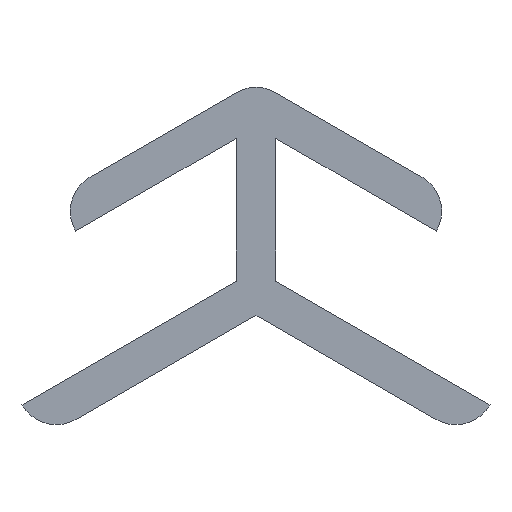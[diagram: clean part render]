
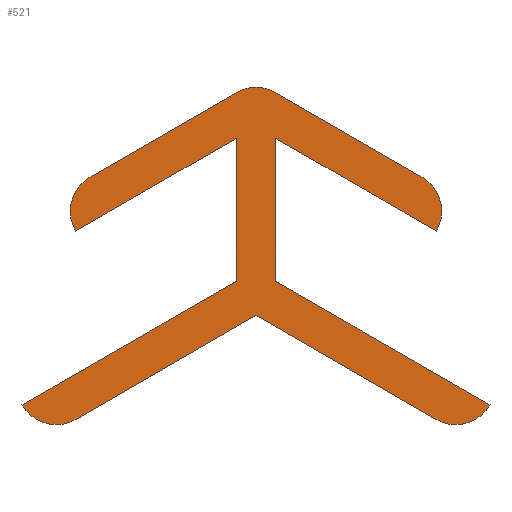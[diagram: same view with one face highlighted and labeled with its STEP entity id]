
A CAD part, front view. The second image highlights one B-rep face of the part: STEP entity #521.
In plain terms, the highlighted planar face has unit normal (0, -1, 0).
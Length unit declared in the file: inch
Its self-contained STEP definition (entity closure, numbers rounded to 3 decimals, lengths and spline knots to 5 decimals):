
#24=CARTESIAN_POINT('',(2.98394,2.29701,-0.25));
#25=VERTEX_POINT('',#24);
#26=CARTESIAN_POINT('',(2.87465,2.29701,-0.27928));
#27=VERTEX_POINT('',#26);
#28=CARTESIAN_POINT('',(2.91465,2.29701,-0.21));
#29=DIRECTION('',(0.,1.,0.));
#30=DIRECTION('',(1.,0.,0.));
#31=AXIS2_PLACEMENT_3D('',#28,#29,#30);
#32=CIRCLE('',#31,0.08);
#33=EDGE_CURVE('',#25,#27,#32,.T.);
#66=CARTESIAN_POINT('',(2.51092,2.29701,-0.06928));
#67=VERTEX_POINT('',#66);
#68=CARTESIAN_POINT('',(2.51092,2.29701,-0.06928));
#69=DIRECTION('',(-0.866,0.,0.5));
#70=VECTOR('',#69,1.);
#71=LINE('',#68,#70);
#72=EDGE_CURVE('',#27,#67,#71,.T.);
#97=CARTESIAN_POINT('',(2.14719,2.29701,-0.27928));
#98=VERTEX_POINT('',#97);
#99=CARTESIAN_POINT('',(2.51092,2.29701,-0.06928));
#100=DIRECTION('',(-0.866,0.,-0.5));
#101=VECTOR('',#100,1.);
#102=LINE('',#99,#101);
#103=EDGE_CURVE('',#67,#98,#102,.T.);
#128=CARTESIAN_POINT('',(2.03791,2.29701,-0.25));
#129=VERTEX_POINT('',#128);
#130=CARTESIAN_POINT('',(2.10719,2.29701,-0.21));
#131=DIRECTION('',(0.,1.,0.));
#132=DIRECTION('',(1.,0.,0.));
#133=AXIS2_PLACEMENT_3D('',#130,#131,#132);
#134=CIRCLE('',#133,0.08);
#135=EDGE_CURVE('',#98,#129,#134,.T.);
#161=CARTESIAN_POINT('',(2.47092,2.29701,0.));
#162=VERTEX_POINT('',#161);
#163=CARTESIAN_POINT('',(2.47092,2.29701,0.));
#164=DIRECTION('',(0.866,0.,0.5));
#165=VECTOR('',#164,1.);
#166=LINE('',#163,#165);
#167=EDGE_CURVE('',#129,#162,#166,.T.);
#192=CARTESIAN_POINT('',(2.47092,2.29701,0.28868));
#193=VERTEX_POINT('',#192);
#194=CARTESIAN_POINT('',(2.47092,2.29701,0.));
#195=DIRECTION('',(0.,0.,1.));
#196=VECTOR('',#195,1.);
#197=LINE('',#194,#196);
#198=EDGE_CURVE('',#162,#193,#197,.T.);
#223=CARTESIAN_POINT('',(2.14616,2.29701,0.10118));
#224=VERTEX_POINT('',#223);
#225=CARTESIAN_POINT('',(2.47092,2.29701,0.28868));
#226=DIRECTION('',(-0.866,0.,-0.5));
#227=VECTOR('',#226,1.);
#228=LINE('',#225,#227);
#229=EDGE_CURVE('',#193,#224,#228,.T.);
#254=CARTESIAN_POINT('',(2.17545,2.29701,0.21046));
#255=VERTEX_POINT('',#254);
#256=CARTESIAN_POINT('',(2.21545,2.29701,0.14118));
#257=DIRECTION('',(0.,1.,0.));
#258=DIRECTION('',(1.,0.,0.));
#259=AXIS2_PLACEMENT_3D('',#256,#257,#258);
#260=CIRCLE('',#259,0.08);
#261=EDGE_CURVE('',#224,#255,#260,.T.);
#287=CARTESIAN_POINT('',(2.47092,2.29701,0.38105));
#288=VERTEX_POINT('',#287);
#289=CARTESIAN_POINT('',(2.47092,2.29701,0.38105));
#290=DIRECTION('',(0.866,0.,0.5));
#291=VECTOR('',#290,1.);
#292=LINE('',#289,#291);
#293=EDGE_CURVE('',#255,#288,#292,.T.);
#318=CARTESIAN_POINT('',(2.55092,2.29701,0.38105));
#319=VERTEX_POINT('',#318);
#320=CARTESIAN_POINT('',(2.51092,2.29701,0.31177));
#321=DIRECTION('',(0.,1.,0.));
#322=DIRECTION('',(1.,0.,0.));
#323=AXIS2_PLACEMENT_3D('',#320,#321,#322);
#324=CIRCLE('',#323,0.08);
#325=EDGE_CURVE('',#288,#319,#324,.T.);
#351=CARTESIAN_POINT('',(2.8464,2.29701,0.21046));
#352=VERTEX_POINT('',#351);
#353=CARTESIAN_POINT('',(2.55092,2.29701,0.38105));
#354=DIRECTION('',(0.866,0.,-0.5));
#355=VECTOR('',#354,1.);
#356=LINE('',#353,#355);
#357=EDGE_CURVE('',#319,#352,#356,.T.);
#382=CARTESIAN_POINT('',(2.87568,2.29701,0.10118));
#383=VERTEX_POINT('',#382);
#384=CARTESIAN_POINT('',(2.8064,2.29701,0.14118));
#385=DIRECTION('',(0.,1.,0.));
#386=DIRECTION('',(1.,0.,0.));
#387=AXIS2_PLACEMENT_3D('',#384,#385,#386);
#388=CIRCLE('',#387,0.08);
#389=EDGE_CURVE('',#352,#383,#388,.T.);
#415=CARTESIAN_POINT('',(2.55092,2.29701,0.28868));
#416=VERTEX_POINT('',#415);
#417=CARTESIAN_POINT('',(2.55092,2.29701,0.28868));
#418=DIRECTION('',(-0.866,0.,0.5));
#419=VECTOR('',#418,1.);
#420=LINE('',#417,#419);
#421=EDGE_CURVE('',#383,#416,#420,.T.);
#446=CARTESIAN_POINT('',(2.55092,2.29701,0.));
#447=VERTEX_POINT('',#446);
#448=CARTESIAN_POINT('',(2.55092,2.29701,0.));
#449=DIRECTION('',(0.,0.,-1.));
#450=VECTOR('',#449,1.);
#451=LINE('',#448,#450);
#452=EDGE_CURVE('',#416,#447,#451,.T.);
#477=CARTESIAN_POINT('',(2.55092,2.29701,0.));
#478=DIRECTION('',(0.866,0.,-0.5));
#479=VECTOR('',#478,1.);
#480=LINE('',#477,#479);
#481=EDGE_CURVE('',#447,#25,#480,.T.);
#499=ORIENTED_EDGE('',*,*,#33,.F.);
#500=ORIENTED_EDGE('',*,*,#481,.F.);
#501=ORIENTED_EDGE('',*,*,#452,.F.);
#502=ORIENTED_EDGE('',*,*,#421,.F.);
#503=ORIENTED_EDGE('',*,*,#389,.F.);
#504=ORIENTED_EDGE('',*,*,#357,.F.);
#505=ORIENTED_EDGE('',*,*,#325,.F.);
#506=ORIENTED_EDGE('',*,*,#293,.F.);
#507=ORIENTED_EDGE('',*,*,#261,.F.);
#508=ORIENTED_EDGE('',*,*,#229,.F.);
#509=ORIENTED_EDGE('',*,*,#198,.F.);
#510=ORIENTED_EDGE('',*,*,#167,.F.);
#511=ORIENTED_EDGE('',*,*,#135,.F.);
#512=ORIENTED_EDGE('',*,*,#103,.F.);
#513=ORIENTED_EDGE('',*,*,#72,.F.);
#514=EDGE_LOOP('',(#499,#500,#501,#502,#503,#504,#505,#506,#507,#508,#509,#510,#511,#512,#513));
#515=FACE_OUTER_BOUND('',#514,.T.);
#516=CARTESIAN_POINT('',(2.68616,2.29701,-0.07808));
#517=DIRECTION('',(0.,-1.,0.));
#518=DIRECTION('',(1.,0.,0.));
#519=AXIS2_PLACEMENT_3D('',#516,#517,#518);
#520=PLANE('',#519);
#521=ADVANCED_FACE('',(#515),#520,.T.);
